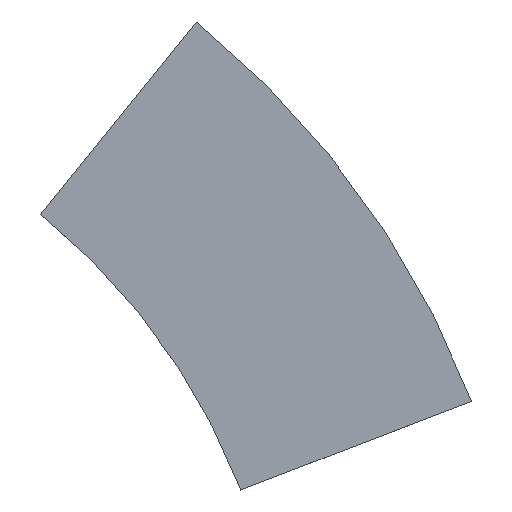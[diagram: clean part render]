
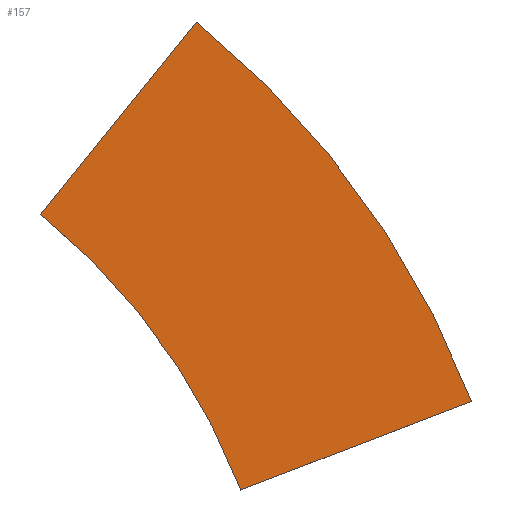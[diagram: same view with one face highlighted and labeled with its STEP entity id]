
A CAD part, top view. The second image highlights one B-rep face of the part: STEP entity #157.
In plain terms, the highlighted planar face has unit normal (0, 0, 1).
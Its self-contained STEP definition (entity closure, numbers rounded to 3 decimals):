
#39 = EDGE_CURVE('',#40,#42,#44,.T.);
#40 = VERTEX_POINT('',#41);
#41 = CARTESIAN_POINT('',(2605.856,1000.295,15.625));
#42 = VERTEX_POINT('',#43);
#43 = CARTESIAN_POINT('',(1756.591,2169.209,15.625)
  );
#44 = SURFACE_CURVE('',#45,(#50,#62),.PCURVE_S1.);
#45 = CIRCLE('',#46,2791.25);
#46 = AXIS2_PLACEMENT_3D('',#47,#48,#49);
#47 = CARTESIAN_POINT('',(0.,0.,15.625));
#48 = DIRECTION('',(0.,-0.,1.));
#49 = DIRECTION('',(0.934,0.358,0.));
#50 = PCURVE('',#51,#56);
#51 = CYLINDRICAL_SURFACE('',#52,2791.25);
#52 = AXIS2_PLACEMENT_3D('',#53,#54,#55);
#53 = CARTESIAN_POINT('',(0.,0.,-15.625));
#54 = DIRECTION('',(0.,0.,1.));
#55 = DIRECTION('',(0.934,0.358,0.));
#56 = DEFINITIONAL_REPRESENTATION('',(#57),#61);
#57 = LINE('',#58,#59);
#58 = CARTESIAN_POINT('',(0.,31.25));
#59 = VECTOR('',#60,1.);
#60 = DIRECTION('',(1.,0.));
#61 = ( GEOMETRIC_REPRESENTATION_CONTEXT(2) 
PARAMETRIC_REPRESENTATION_CONTEXT() REPRESENTATION_CONTEXT('2D SPACE',''
  ) );
#62 = PCURVE('',#63,#68);
#63 = PLANE('',#64);
#64 = AXIS2_PLACEMENT_3D('',#65,#66,#67);
#65 = CARTESIAN_POINT('',(0.,0.,15.625));
#66 = DIRECTION('',(0.,0.,1.));
#67 = DIRECTION('',(0.934,0.358,0.));
#68 = DEFINITIONAL_REPRESENTATION('',(#69),#73);
#69 = CIRCLE('',#70,2791.25);
#70 = AXIS2_PLACEMENT_2D('',#71,#72);
#71 = CARTESIAN_POINT('',(0.,0.));
#72 = DIRECTION('',(1.,0.));
#73 = ( GEOMETRIC_REPRESENTATION_CONTEXT(2) 
PARAMETRIC_REPRESENTATION_CONTEXT() REPRESENTATION_CONTEXT('2D SPACE',''
  ) );
#91 = PLANE('',#92);
#92 = AXIS2_PLACEMENT_3D('',#93,#94,#95);
#93 = CARTESIAN_POINT('',(0.,0.,-15.625));
#94 = DIRECTION('',(0.358,-0.934,0.));
#95 = DIRECTION('',(0.934,0.358,0.));
#146 = PLANE('',#147);
#147 = AXIS2_PLACEMENT_3D('',#148,#149,#150);
#148 = CARTESIAN_POINT('',(0.,0.,-15.625));
#149 = DIRECTION('',(0.777,-0.629,0.));
#150 = DIRECTION('',(0.629,0.777,0.));
#157 = ADVANCED_FACE('',(#158),#63,.T.);
#158 = FACE_BOUND('',#159,.T.);
#159 = EDGE_LOOP('',(#160,#161,#184,#213));
#160 = ORIENTED_EDGE('',*,*,#39,.T.);
#161 = ORIENTED_EDGE('',*,*,#162,.F.);
#162 = EDGE_CURVE('',#163,#42,#165,.T.);
#163 = VERTEX_POINT('',#164);
#164 = CARTESIAN_POINT('',(1276.734,1576.635,15.625)
  );
#165 = SURFACE_CURVE('',#166,(#170,#177),.PCURVE_S1.);
#166 = LINE('',#167,#168);
#167 = CARTESIAN_POINT('',(0.,0.,15.625));
#168 = VECTOR('',#169,1.);
#169 = DIRECTION('',(0.629,0.777,0.));
#170 = PCURVE('',#63,#171);
#171 = DEFINITIONAL_REPRESENTATION('',(#172),#176);
#172 = LINE('',#173,#174);
#173 = CARTESIAN_POINT('',(0.,0.));
#174 = VECTOR('',#175,1.);
#175 = DIRECTION('',(0.866,0.5));
#176 = ( GEOMETRIC_REPRESENTATION_CONTEXT(2) 
PARAMETRIC_REPRESENTATION_CONTEXT() REPRESENTATION_CONTEXT('2D SPACE',''
  ) );
#177 = PCURVE('',#146,#178);
#178 = DEFINITIONAL_REPRESENTATION('',(#179),#183);
#179 = LINE('',#180,#181);
#180 = CARTESIAN_POINT('',(0.,31.25));
#181 = VECTOR('',#182,1.);
#182 = DIRECTION('',(1.,0.));
#183 = ( GEOMETRIC_REPRESENTATION_CONTEXT(2) 
PARAMETRIC_REPRESENTATION_CONTEXT() REPRESENTATION_CONTEXT('2D SPACE',''
  ) );
#184 = ORIENTED_EDGE('',*,*,#185,.F.);
#185 = EDGE_CURVE('',#186,#163,#188,.T.);
#186 = VERTEX_POINT('',#187);
#187 = CARTESIAN_POINT('',(1894.001,727.039,15.625));
#188 = SURFACE_CURVE('',#189,(#194,#201),.PCURVE_S1.);
#189 = CIRCLE('',#190,2028.75);
#190 = AXIS2_PLACEMENT_3D('',#191,#192,#193);
#191 = CARTESIAN_POINT('',(0.,0.,15.625));
#192 = DIRECTION('',(0.,0.,1.));
#193 = DIRECTION('',(1.,0.,0.));
#194 = PCURVE('',#63,#195);
#195 = DEFINITIONAL_REPRESENTATION('',(#196),#200);
#196 = CIRCLE('',#197,2028.75);
#197 = AXIS2_PLACEMENT_2D('',#198,#199);
#198 = CARTESIAN_POINT('',(0.,0.));
#199 = DIRECTION('',(0.934,-0.358));
#200 = ( GEOMETRIC_REPRESENTATION_CONTEXT(2) 
PARAMETRIC_REPRESENTATION_CONTEXT() REPRESENTATION_CONTEXT('2D SPACE',''
  ) );
#201 = PCURVE('',#202,#207);
#202 = CYLINDRICAL_SURFACE('',#203,2028.75);
#203 = AXIS2_PLACEMENT_3D('',#204,#205,#206);
#204 = CARTESIAN_POINT('',(0.,0.,-15.625));
#205 = DIRECTION('',(0.,0.,1.));
#206 = DIRECTION('',(1.,0.,0.));
#207 = DEFINITIONAL_REPRESENTATION('',(#208),#212);
#208 = LINE('',#209,#210);
#209 = CARTESIAN_POINT('',(0.,31.25));
#210 = VECTOR('',#211,1.);
#211 = DIRECTION('',(1.,0.));
#212 = ( GEOMETRIC_REPRESENTATION_CONTEXT(2) 
PARAMETRIC_REPRESENTATION_CONTEXT() REPRESENTATION_CONTEXT('2D SPACE',''
  ) );
#213 = ORIENTED_EDGE('',*,*,#214,.T.);
#214 = EDGE_CURVE('',#186,#40,#215,.T.);
#215 = SURFACE_CURVE('',#216,(#220,#227),.PCURVE_S1.);
#216 = LINE('',#217,#218);
#217 = CARTESIAN_POINT('',(0.,0.,15.625));
#218 = VECTOR('',#219,1.);
#219 = DIRECTION('',(0.934,0.358,0.));
#220 = PCURVE('',#63,#221);
#221 = DEFINITIONAL_REPRESENTATION('',(#222),#226);
#222 = LINE('',#223,#224);
#223 = CARTESIAN_POINT('',(0.,0.));
#224 = VECTOR('',#225,1.);
#225 = DIRECTION('',(1.,0.));
#226 = ( GEOMETRIC_REPRESENTATION_CONTEXT(2) 
PARAMETRIC_REPRESENTATION_CONTEXT() REPRESENTATION_CONTEXT('2D SPACE',''
  ) );
#227 = PCURVE('',#91,#228);
#228 = DEFINITIONAL_REPRESENTATION('',(#229),#233);
#229 = LINE('',#230,#231);
#230 = CARTESIAN_POINT('',(0.,31.25));
#231 = VECTOR('',#232,1.);
#232 = DIRECTION('',(1.,0.));
#233 = ( GEOMETRIC_REPRESENTATION_CONTEXT(2) 
PARAMETRIC_REPRESENTATION_CONTEXT() REPRESENTATION_CONTEXT('2D SPACE',''
  ) );
